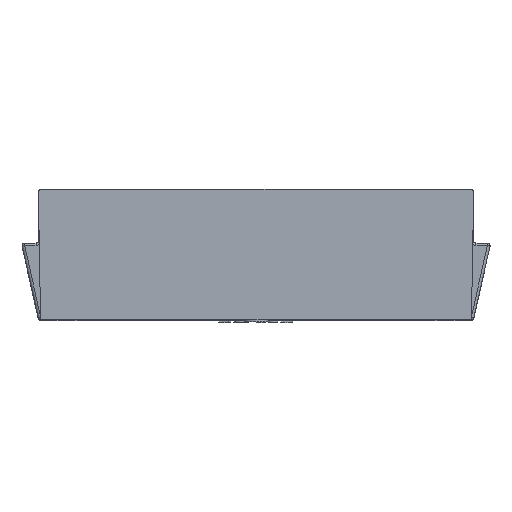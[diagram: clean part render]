
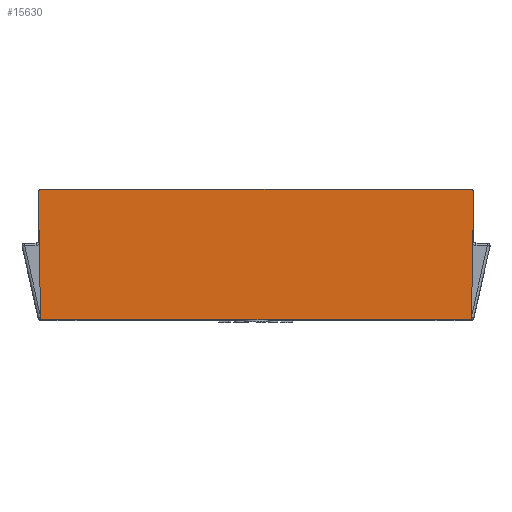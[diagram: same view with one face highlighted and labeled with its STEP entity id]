
A CAD part, top view. The second image highlights one B-rep face of the part: STEP entity #15630.
In plain terms, the highlighted planar face has unit normal (0, 0, 1).
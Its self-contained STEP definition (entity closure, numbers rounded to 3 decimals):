
#207 = VERTEX_POINT ( 'NONE', #11484 ) ;
#277 = EDGE_CURVE ( 'NONE', #207, #14436, #3274, .T. ) ;
#675 = VERTEX_POINT ( 'NONE', #6172 ) ;
#1712 = CARTESIAN_POINT ( 'NONE',  ( -16.696, -0.203, 16.65 ) ) ;
#2323 = LINE ( 'NONE', #9903, #15549 ) ;
#2521 = LINE ( 'NONE', #7598, #8058 ) ;
#2673 = ORIENTED_EDGE ( 'NONE', *, *, #11519, .T. ) ;
#3198 = ORIENTED_EDGE ( 'NONE', *, *, #9046, .T. ) ;
#3220 = VERTEX_POINT ( 'NONE', #10637 ) ;
#3274 = LINE ( 'NONE', #6849, #5951 ) ;
#3295 = AXIS2_PLACEMENT_3D ( 'NONE', #15722, #4444, #13336 ) ;
#3551 = ORIENTED_EDGE ( 'NONE', *, *, #15799, .T. ) ;
#4444 = DIRECTION ( 'NONE',  ( 0., 0., 1. ) ) ;
#4677 = CARTESIAN_POINT ( 'NONE',  ( -16.525, -10., 16.65 ) ) ;
#4942 = CARTESIAN_POINT ( 'NONE',  ( 16.496, 0., 16.65 ) ) ;
#4979 = CARTESIAN_POINT ( 'NONE',  ( 16.496, -0.2, 16.65 ) ) ;
#4983 = VECTOR ( 'NONE', #13908, 1000. ) ;
#5036 = CIRCLE ( 'NONE', #14299, 0.2 ) ;
#5951 = VECTOR ( 'NONE', #7586, 1000. ) ;
#6172 = CARTESIAN_POINT ( 'NONE',  ( 16.496, 0., 16.65 ) ) ;
#6531 = CIRCLE ( 'NONE', #13966, 0.2 ) ;
#6849 = CARTESIAN_POINT ( 'NONE',  ( 16.525, -10., 16.65 ) ) ;
#7586 = DIRECTION ( 'NONE',  ( 0.017, 1., 0. ) ) ;
#7598 = CARTESIAN_POINT ( 'NONE',  ( -16.696, -0.203, 16.65 ) ) ;
#8058 = VECTOR ( 'NONE', #12634, 1000. ) ;
#8390 = CARTESIAN_POINT ( 'NONE',  ( -16.496, -0.2, 16.65 ) ) ;
#8631 = LINE ( 'NONE', #4942, #4983 ) ;
#8811 = VERTEX_POINT ( 'NONE', #4677 ) ;
#9046 = EDGE_CURVE ( 'NONE', #3220, #10869, #6531, .T. ) ;
#9718 = DIRECTION ( 'NONE',  ( 1., 0., 0. ) ) ;
#9903 = CARTESIAN_POINT ( 'NONE',  ( -16.525, -10., 16.65 ) ) ;
#10637 = CARTESIAN_POINT ( 'NONE',  ( -16.496, 0., 16.65 ) ) ;
#10764 = PLANE ( 'NONE',  #3295 ) ;
#10869 = VERTEX_POINT ( 'NONE', #1712 ) ;
#10900 = ORIENTED_EDGE ( 'NONE', *, *, #11195, .T. ) ;
#10999 = ORIENTED_EDGE ( 'NONE', *, *, #14012, .T. ) ;
#11195 = EDGE_CURVE ( 'NONE', #675, #3220, #8631, .T. ) ;
#11484 = CARTESIAN_POINT ( 'NONE',  ( 16.525, -10., 16.65 ) ) ;
#11519 = EDGE_CURVE ( 'NONE', #8811, #207, #2323, .T. ) ;
#12194 = DIRECTION ( 'NONE',  ( 0., 0., 1. ) ) ;
#12375 = DIRECTION ( 'NONE',  ( 0., 0., 1. ) ) ;
#12599 = DIRECTION ( 'NONE',  ( 1., 0., 0. ) ) ;
#12634 = DIRECTION ( 'NONE',  ( 0.017, -1., 0. ) ) ;
#13336 = DIRECTION ( 'NONE',  ( 1., 0., 0. ) ) ;
#13908 = DIRECTION ( 'NONE',  ( -1., 0., 0. ) ) ;
#13966 = AXIS2_PLACEMENT_3D ( 'NONE', #8390, #12194, #9718 ) ;
#14012 = EDGE_CURVE ( 'NONE', #14436, #675, #5036, .T. ) ;
#14299 = AXIS2_PLACEMENT_3D ( 'NONE', #4979, #12375, #12599 ) ;
#14436 = VERTEX_POINT ( 'NONE', #15079 ) ;
#14727 = ORIENTED_EDGE ( 'NONE', *, *, #277, .T. ) ;
#15079 = CARTESIAN_POINT ( 'NONE',  ( 16.696, -0.203, 16.65 ) ) ;
#15549 = VECTOR ( 'NONE', #16190, 1000. ) ;
#15569 = EDGE_LOOP ( 'NONE', ( #3551, #2673, #14727, #10999, #10900, #3198 ) ) ;
#15630 = ADVANCED_FACE ( 'NONE', ( #15896 ), #10764, .T. ) ;
#15722 = CARTESIAN_POINT ( 'NONE',  ( 16.496, -0.2, 16.65 ) ) ;
#15799 = EDGE_CURVE ( 'NONE', #10869, #8811, #2521, .T. ) ;
#15896 = FACE_OUTER_BOUND ( 'NONE', #15569, .T. ) ;
#16190 = DIRECTION ( 'NONE',  ( 1., 0., 0. ) ) ;
